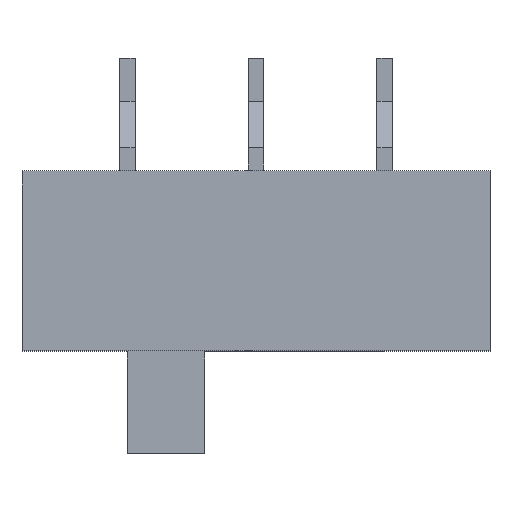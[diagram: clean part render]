
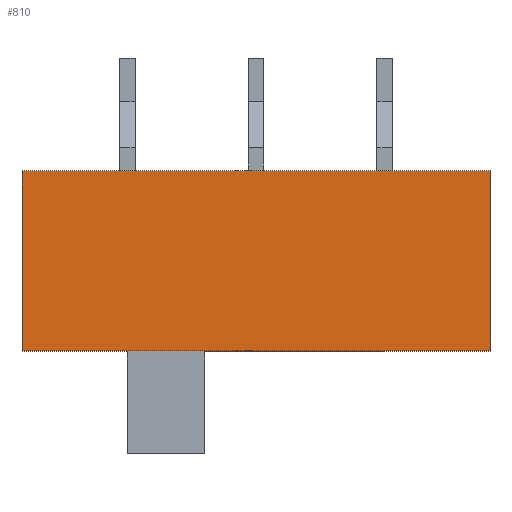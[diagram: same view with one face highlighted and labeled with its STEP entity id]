
A CAD part, top view. The second image highlights one B-rep face of the part: STEP entity #810.
In plain terms, the highlighted planar face has unit normal (0, 0, 1).
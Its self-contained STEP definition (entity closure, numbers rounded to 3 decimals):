
#58=FACE_OUTER_BOUND('',#104,.T.);
#104=EDGE_LOOP('',(#698,#699,#700,#701));
#202=LINE('',#1260,#308);
#205=LINE('',#1266,#311);
#208=LINE('',#1272,#314);
#211=LINE('',#1276,#317);
#308=VECTOR('',#1040,10.);
#311=VECTOR('',#1045,10.);
#314=VECTOR('',#1050,10.);
#317=VECTOR('',#1055,10.);
#382=VERTEX_POINT('',#1257);
#383=VERTEX_POINT('',#1259);
#385=VERTEX_POINT('',#1265);
#387=VERTEX_POINT('',#1271);
#484=EDGE_CURVE('',#383,#382,#202,.T.);
#487=EDGE_CURVE('',#385,#383,#205,.T.);
#490=EDGE_CURVE('',#387,#385,#208,.T.);
#493=EDGE_CURVE('',#382,#387,#211,.T.);
#698=ORIENTED_EDGE('',*,*,#493,.T.);
#699=ORIENTED_EDGE('',*,*,#490,.T.);
#700=ORIENTED_EDGE('',*,*,#487,.T.);
#701=ORIENTED_EDGE('',*,*,#484,.T.);
#746=PLANE('',#866);
#810=ADVANCED_FACE('',(#58),#746,.T.);
#866=AXIS2_PLACEMENT_3D('',#1277,#1056,#1057);
#1040=DIRECTION('',(0.,1.,0.));
#1045=DIRECTION('',(1.,0.,0.));
#1050=DIRECTION('',(0.,-1.,0.));
#1055=DIRECTION('',(-1.,0.,0.));
#1056=DIRECTION('center_axis',(0.,0.,1.));
#1057=DIRECTION('ref_axis',(1.,0.,0.));
#1257=CARTESIAN_POINT('',(4.55,1.75,3.5));
#1259=CARTESIAN_POINT('',(4.55,-1.75,3.5));
#1260=CARTESIAN_POINT('',(4.55,1.75,3.5));
#1265=CARTESIAN_POINT('',(-4.55,-1.75,3.5));
#1266=CARTESIAN_POINT('',(4.55,-1.75,3.5));
#1271=CARTESIAN_POINT('',(-4.55,1.75,3.5));
#1272=CARTESIAN_POINT('',(-4.55,-1.75,3.5));
#1276=CARTESIAN_POINT('',(-4.55,1.75,3.5));
#1277=CARTESIAN_POINT('Origin',(0.,0.,3.5));
